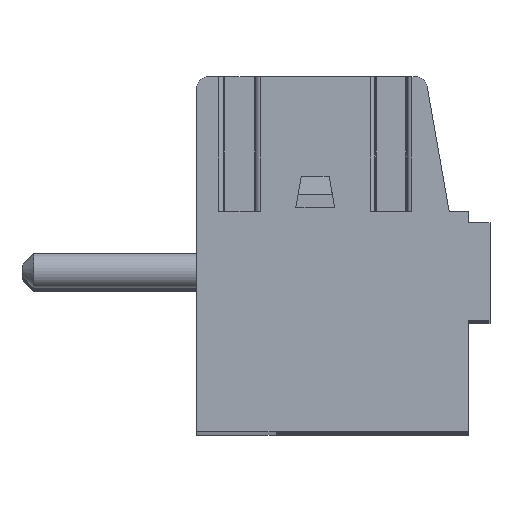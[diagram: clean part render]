
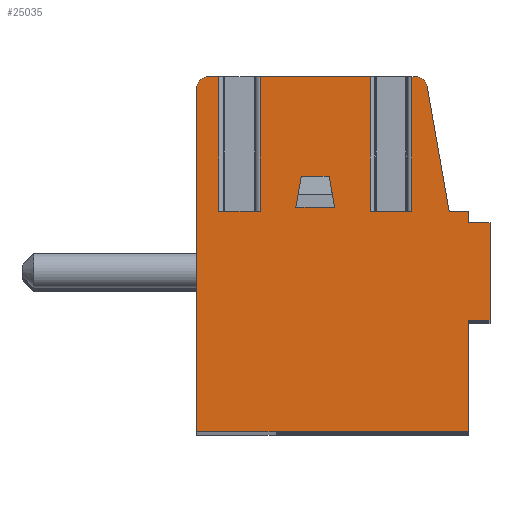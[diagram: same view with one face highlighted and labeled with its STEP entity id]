
A CAD part, top view. The second image highlights one B-rep face of the part: STEP entity #25035.
In plain terms, the highlighted planar face has unit normal (0, 0, 1).
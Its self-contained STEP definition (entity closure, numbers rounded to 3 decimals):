
#3557=DIRECTION('',(-1.,0.,0.));
#3558=VECTOR('',#3557,1.07);
#3559=CARTESIAN_POINT('',(2.035,1.105,1.75));
#3560=LINE('',#3559,#3558);
#3561=DIRECTION('',(0.,1.,0.));
#3562=VECTOR('',#3561,3.47);
#3563=CARTESIAN_POINT('',(2.035,1.105,1.75));
#3564=LINE('',#3563,#3562);
#3565=DIRECTION('',(1.,0.,0.));
#3566=VECTOR('',#3565,0.101);
#3567=CARTESIAN_POINT('',(2.035,4.575,1.75));
#3568=LINE('',#3567,#3566);
#3569=CARTESIAN_POINT('',(2.136,4.275,1.75));
#3570=DIRECTION('',(0.,0.,-1.));
#3571=DIRECTION('',(0.,1.,0.));
#3572=AXIS2_PLACEMENT_3D('',#3569,#3570,#3571);
#3574=DIRECTION('',(0.174,-0.985,0.));
#3575=VECTOR('',#3574,3.272);
#3576=CARTESIAN_POINT('',(2.432,4.327,1.75));
#3577=LINE('',#3576,#3575);
#3578=DIRECTION('',(1.,0.,0.));
#3579=VECTOR('',#3578,0.5);
#3580=CARTESIAN_POINT('',(3.,1.105,1.75));
#3581=LINE('',#3580,#3579);
#3582=DIRECTION('',(0.,-1.,0.));
#3583=VECTOR('',#3582,0.3);
#3584=CARTESIAN_POINT('',(3.5,1.105,1.75));
#3585=LINE('',#3584,#3583);
#3586=DIRECTION('',(0.,-1.,0.));
#3587=VECTOR('',#3586,2.88);
#3588=CARTESIAN_POINT('',(3.5,-1.695,1.75));
#3589=LINE('',#3588,#3587);
#3590=DIRECTION('',(-1.,0.,0.));
#3591=VECTOR('',#3590,7.);
#3592=CARTESIAN_POINT('',(3.5,-4.575,1.75));
#3593=LINE('',#3592,#3591);
#3594=DIRECTION('',(0.,1.,0.));
#3595=VECTOR('',#3594,8.85);
#3596=CARTESIAN_POINT('',(-3.5,-4.575,1.75));
#3597=LINE('',#3596,#3595);
#3598=CARTESIAN_POINT('',(-3.2,4.275,1.75));
#3599=DIRECTION('',(0.,0.,-1.));
#3600=DIRECTION('',(-1.,0.,0.));
#3601=AXIS2_PLACEMENT_3D('',#3598,#3599,#3600);
#3603=DIRECTION('',(1.,0.,0.));
#3604=VECTOR('',#3603,0.265);
#3605=CARTESIAN_POINT('',(-3.2,4.575,1.75));
#3606=LINE('',#3605,#3604);
#3607=DIRECTION('',(0.,1.,0.));
#3608=VECTOR('',#3607,3.47);
#3609=CARTESIAN_POINT('',(-2.935,1.105,1.75));
#3610=LINE('',#3609,#3608);
#3611=DIRECTION('',(-1.,0.,0.));
#3612=VECTOR('',#3611,1.07);
#3613=CARTESIAN_POINT('',(-1.865,1.105,1.75));
#3614=LINE('',#3613,#3612);
#3615=DIRECTION('',(0.,1.,0.));
#3616=VECTOR('',#3615,3.47);
#3617=CARTESIAN_POINT('',(-1.865,1.105,1.75));
#3618=LINE('',#3617,#3616);
#3619=DIRECTION('',(1.,0.,0.));
#3620=VECTOR('',#3619,2.83);
#3621=CARTESIAN_POINT('',(-1.865,4.575,1.75));
#3622=LINE('',#3621,#3620);
#3623=DIRECTION('',(0.,1.,0.));
#3624=VECTOR('',#3623,3.47);
#3625=CARTESIAN_POINT('',(0.965,1.105,1.75));
#3626=LINE('',#3625,#3624);
#3627=DIRECTION('',(-1.,0.,0.));
#3628=VECTOR('',#3627,0.718);
#3629=CARTESIAN_POINT('',(-0.091,2.005,1.75));
#3630=LINE('',#3629,#3628);
#3631=DIRECTION('',(-0.174,-0.985,0.));
#3632=VECTOR('',#3631,0.812);
#3633=CARTESIAN_POINT('',(-0.809,2.005,1.75));
#3634=LINE('',#3633,#3632);
#3635=DIRECTION('',(1.,0.,0.));
#3636=VECTOR('',#3635,1.);
#3637=CARTESIAN_POINT('',(-0.95,1.205,1.75));
#3638=LINE('',#3637,#3636);
#3639=DIRECTION('',(-0.174,0.985,0.));
#3640=VECTOR('',#3639,0.812);
#3641=CARTESIAN_POINT('',(0.05,1.205,1.75));
#3642=LINE('',#3641,#3640);
#3895=DIRECTION('',(-1.,0.,0.));
#3896=VECTOR('',#3895,0.55);
#3897=CARTESIAN_POINT('',(4.05,0.805,1.75));
#3898=LINE('',#3897,#3896);
#4541=DIRECTION('',(0.,1.,0.));
#4542=VECTOR('',#4541,2.5);
#4543=CARTESIAN_POINT('',(4.05,-1.695,1.75));
#4544=LINE('',#4543,#4542);
#4733=DIRECTION('',(1.,0.,0.));
#4734=VECTOR('',#4733,0.55);
#4735=CARTESIAN_POINT('',(3.5,-1.695,1.75));
#4736=LINE('',#4735,#4734);
#15697=CARTESIAN_POINT('',(-3.5,4.275,1.75));
#15698=CARTESIAN_POINT('',(-3.2,4.575,1.75));
#15699=VERTEX_POINT('',#15697);
#15700=VERTEX_POINT('',#15698);
#15701=CARTESIAN_POINT('',(-3.5,-4.575,1.75));
#15702=VERTEX_POINT('',#15701);
#15703=CARTESIAN_POINT('',(3.5,-4.575,1.75));
#15704=VERTEX_POINT('',#15703);
#15705=CARTESIAN_POINT('',(3.5,-1.695,1.75));
#15706=VERTEX_POINT('',#15705);
#15707=CARTESIAN_POINT('',(3.5,1.105,1.75));
#15708=CARTESIAN_POINT('',(3.5,0.805,1.75));
#15709=VERTEX_POINT('',#15707);
#15710=VERTEX_POINT('',#15708);
#15711=CARTESIAN_POINT('',(3.,1.105,1.75));
#15712=VERTEX_POINT('',#15711);
#15713=CARTESIAN_POINT('',(2.432,4.327,1.75));
#15714=VERTEX_POINT('',#15713);
#15715=CARTESIAN_POINT('',(2.136,4.575,1.75));
#15716=VERTEX_POINT('',#15715);
#15854=CARTESIAN_POINT('',(4.05,-1.695,1.75));
#15856=VERTEX_POINT('',#15854);
#15858=CARTESIAN_POINT('',(4.05,0.805,1.75));
#15860=VERTEX_POINT('',#15858);
#16025=CARTESIAN_POINT('',(2.035,1.105,1.75));
#16026=CARTESIAN_POINT('',(0.965,1.105,1.75));
#16027=VERTEX_POINT('',#16025);
#16028=VERTEX_POINT('',#16026);
#16029=CARTESIAN_POINT('',(-1.865,1.105,1.75));
#16030=CARTESIAN_POINT('',(-2.935,1.105,1.75));
#16031=VERTEX_POINT('',#16029);
#16032=VERTEX_POINT('',#16030);
#16033=CARTESIAN_POINT('',(-2.935,4.575,1.75));
#16034=VERTEX_POINT('',#16033);
#16035=CARTESIAN_POINT('',(-1.865,4.575,1.75));
#16036=VERTEX_POINT('',#16035);
#16037=CARTESIAN_POINT('',(2.035,4.575,1.75));
#16038=VERTEX_POINT('',#16037);
#16039=CARTESIAN_POINT('',(0.965,4.575,1.75));
#16040=VERTEX_POINT('',#16039);
#16069=CARTESIAN_POINT('',(-0.95,1.205,1.75));
#16070=CARTESIAN_POINT('',(0.05,1.205,1.75));
#16071=VERTEX_POINT('',#16069);
#16072=VERTEX_POINT('',#16070);
#16074=CARTESIAN_POINT('',(-0.809,2.005,1.75));
#16076=VERTEX_POINT('',#16074);
#16077=CARTESIAN_POINT('',(-0.091,2.005,1.75));
#16078=VERTEX_POINT('',#16077);
#24982=CARTESIAN_POINT('',(0.,0.,1.75));
#24983=DIRECTION('',(0.,0.,1.));
#24984=DIRECTION('',(1.,0.,0.));
#24985=AXIS2_PLACEMENT_3D('',#24982,#24983,#24984);
#24986=PLANE('',#24985);
#24988=ORIENTED_EDGE('',*,*,#24987,.F.);
#24990=ORIENTED_EDGE('',*,*,#24989,.T.);
#24991=ORIENTED_EDGE('',*,*,#20400,.T.);
#24993=ORIENTED_EDGE('',*,*,#24992,.T.);
#24995=ORIENTED_EDGE('',*,*,#24994,.T.);
#24997=ORIENTED_EDGE('',*,*,#24996,.T.);
#24999=ORIENTED_EDGE('',*,*,#24998,.T.);
#25001=ORIENTED_EDGE('',*,*,#25000,.F.);
#25003=ORIENTED_EDGE('',*,*,#25002,.F.);
#25005=ORIENTED_EDGE('',*,*,#25004,.F.);
#25007=ORIENTED_EDGE('',*,*,#25006,.T.);
#25009=ORIENTED_EDGE('',*,*,#25008,.T.);
#25011=ORIENTED_EDGE('',*,*,#25010,.T.);
#25013=ORIENTED_EDGE('',*,*,#25012,.T.);
#25014=ORIENTED_EDGE('',*,*,#20365,.T.);
#25016=ORIENTED_EDGE('',*,*,#25015,.F.);
#25018=ORIENTED_EDGE('',*,*,#25017,.F.);
#25019=ORIENTED_EDGE('',*,*,#24973,.T.);
#25020=ORIENTED_EDGE('',*,*,#20416,.T.);
#25022=ORIENTED_EDGE('',*,*,#25021,.F.);
#25023=EDGE_LOOP('',(#24988,#24990,#24991,#24993,#24995,#24997,#24999,#25001,
#25003,#25005,#25007,#25009,#25011,#25013,#25014,#25016,#25018,#25019,#25020,
#25022));
#25024=FACE_OUTER_BOUND('',#25023,.F.);
#25026=ORIENTED_EDGE('',*,*,#25025,.T.);
#25028=ORIENTED_EDGE('',*,*,#25027,.T.);
#25030=ORIENTED_EDGE('',*,*,#25029,.T.);
#25032=ORIENTED_EDGE('',*,*,#25031,.T.);
#25033=EDGE_LOOP('',(#25026,#25028,#25030,#25032));
#25034=FACE_BOUND('',#25033,.F.);
#3573=CIRCLE('',#3572,0.3);
#3602=CIRCLE('',#3601,0.3);
#20365=EDGE_CURVE('',#15700,#16034,#3606,.T.);
#20400=EDGE_CURVE('',#16038,#15716,#3568,.T.);
#20416=EDGE_CURVE('',#16036,#16040,#3622,.T.);
#24973=EDGE_CURVE('',#16031,#16036,#3618,.T.);
#24987=EDGE_CURVE('',#16027,#16028,#3560,.T.);
#24989=EDGE_CURVE('',#16027,#16038,#3564,.T.);
#24992=EDGE_CURVE('',#15716,#15714,#3573,.T.);
#24994=EDGE_CURVE('',#15714,#15712,#3577,.T.);
#24996=EDGE_CURVE('',#15712,#15709,#3581,.T.);
#24998=EDGE_CURVE('',#15709,#15710,#3585,.T.);
#25000=EDGE_CURVE('',#15860,#15710,#3898,.T.);
#25002=EDGE_CURVE('',#15856,#15860,#4544,.T.);
#25004=EDGE_CURVE('',#15706,#15856,#4736,.T.);
#25006=EDGE_CURVE('',#15706,#15704,#3589,.T.);
#25008=EDGE_CURVE('',#15704,#15702,#3593,.T.);
#25010=EDGE_CURVE('',#15702,#15699,#3597,.T.);
#25012=EDGE_CURVE('',#15699,#15700,#3602,.T.);
#25015=EDGE_CURVE('',#16032,#16034,#3610,.T.);
#25017=EDGE_CURVE('',#16031,#16032,#3614,.T.);
#25021=EDGE_CURVE('',#16028,#16040,#3626,.T.);
#25025=EDGE_CURVE('',#16078,#16076,#3630,.T.);
#25027=EDGE_CURVE('',#16076,#16071,#3634,.T.);
#25029=EDGE_CURVE('',#16071,#16072,#3638,.T.);
#25031=EDGE_CURVE('',#16072,#16078,#3642,.T.);
#25035=ADVANCED_FACE('',(#25024,#25034),#24986,.T.);
